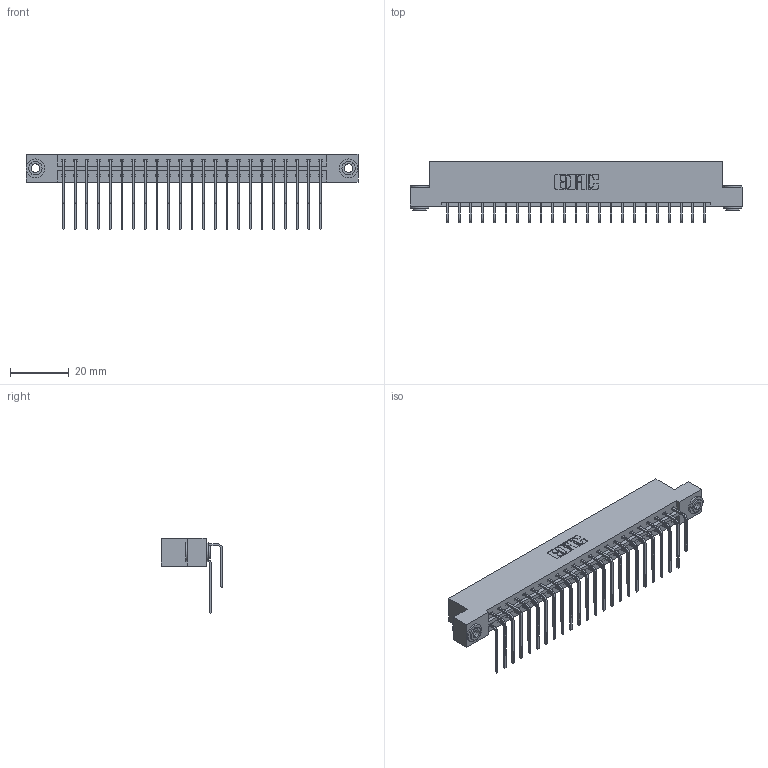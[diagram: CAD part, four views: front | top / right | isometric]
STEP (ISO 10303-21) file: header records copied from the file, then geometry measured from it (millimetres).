
FILE_DESCRIPTION (( 'STEP AP203' ), '1' );
FILE_NAME ('333-046-559-203.STEP', '2018-08-03T22:55:06', ( '' ), ( '' ), 'SwSTEP 2.0', 'SolidWorks 2016', '' );
FILE_SCHEMA (( 'CONFIG_CONTROL_DESIGN' ));
Length unit declared in the file: inch
Products named in the file (5): 333-046-559-203; 333 Part_Flush - .156 Dia - TH; 345-292-001_558 559 Tail - 1; 345-292-001_559 Tail - 2; 345-250-002_345-250-002-102
Assembly tree (49 placements, depth 2):
  333-046-559-203
    333 Part_Flush - .156 Dia - TH
    345-292-001_558 559 Tail - 1  x23
    345-292-001_559 Tail - 2  x23
    345-250-002_345-250-002-102  x2
Bounding box: 112.67 x 20.9 x 25.53 mm (x, y, z)
Volume: 11610.5 mm3; surface area: 15065 mm2
Topology: 49 solids, 49 shells, 2636 faces, 7793 edges, 5130 vertices
Faces by surface type: plane 1828, cylinder 800, cone 8
Entity records: 19688 total; most frequent: CARTESIAN_POINT 3312, ORIENTED_EDGE 3190, DIRECTION 2877, EDGE_CURVE 1595, LINE 1403, VECTOR 1403, VERTEX_POINT 1058, AXIS2_PLACEMENT_3D 737
